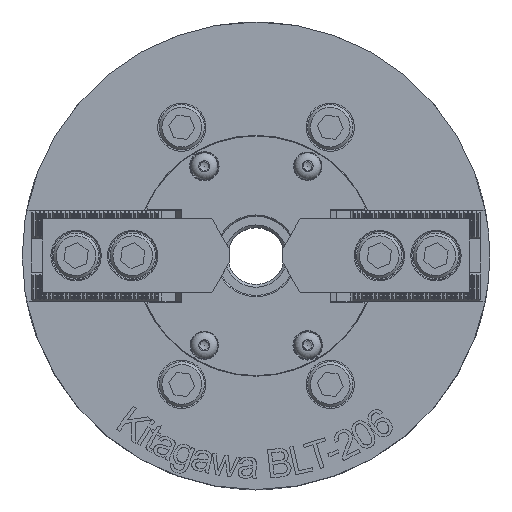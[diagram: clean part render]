
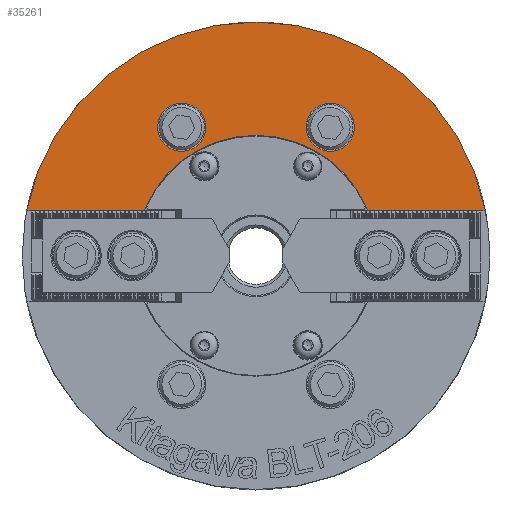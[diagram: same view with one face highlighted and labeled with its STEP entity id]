
A CAD part, top view. The second image highlights one B-rep face of the part: STEP entity #35261.
In plain terms, the highlighted planar face has unit normal (0, 0, 1).
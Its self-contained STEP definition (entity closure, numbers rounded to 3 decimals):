
#960=CIRCLE('',#36789,42.5);
#982=CIRCLE('',#36951,8.5);
#987=CIRCLE('',#36959,8.5);
#1017=CIRCLE('',#37010,82.5);
#2523=ORIENTED_EDGE('',*,*,#12856,.F.);
#2524=ORIENTED_EDGE('',*,*,#12890,.T.);
#2525=ORIENTED_EDGE('',*,*,#12323,.F.);
#2526=ORIENTED_EDGE('',*,*,#12891,.F.);
#2527=ORIENTED_EDGE('',*,*,#12370,.F.);
#2528=ORIENTED_EDGE('',*,*,#12892,.F.);
#2529=ORIENTED_EDGE('',*,*,#12829,.T.);
#2530=ORIENTED_EDGE('',*,*,#12834,.T.);
#12323=EDGE_CURVE('',#17687,#17688,#21183,.T.);
#12370=EDGE_CURVE('',#17726,#17727,#960,.T.);
#12829=EDGE_CURVE('',#18046,#18046,#982,.T.);
#12834=EDGE_CURVE('',#18051,#18051,#987,.T.);
#12856=EDGE_CURVE('',#18072,#18073,#21538,.T.);
#12890=EDGE_CURVE('',#18072,#17688,#1017,.T.);
#12891=EDGE_CURVE('',#17727,#17687,#21557,.T.);
#12892=EDGE_CURVE('',#18073,#17726,#21558,.T.);
#17687=VERTEX_POINT('',#48724);
#17688=VERTEX_POINT('',#48726);
#17726=VERTEX_POINT('',#48815);
#17727=VERTEX_POINT('',#48817);
#18046=VERTEX_POINT('',#52254);
#18051=VERTEX_POINT('',#52267);
#18072=VERTEX_POINT('',#52319);
#18073=VERTEX_POINT('',#52321);
#21183=LINE('',#48725,#25578);
#21538=LINE('',#52320,#25933);
#21557=LINE('',#52388,#25952);
#21558=LINE('',#52389,#25953);
#25578=VECTOR('',#39328,1000.);
#25933=VECTOR('',#40105,1000.);
#25952=VECTOR('',#40178,1000.);
#25953=VECTOR('',#40179,1000.);
#30202=EDGE_LOOP('',(#2523,#2524,#2525,#2526,#2527,#2528));
#30203=EDGE_LOOP('',(#2529));
#30204=EDGE_LOOP('',(#2530));
#32162=FACE_BOUND('',#30202,.T.);
#32163=FACE_BOUND('',#30203,.T.);
#32164=FACE_BOUND('',#30204,.T.);
#33991=PLANE('',#37009);
#35261=ADVANCED_FACE('',(#32162,#32163,#32164),#33991,.F.);
#36789=AXIS2_PLACEMENT_3D('',#48816,#39396,#39397);
#36951=AXIS2_PLACEMENT_3D('',#52253,#40032,#40033);
#36959=AXIS2_PLACEMENT_3D('',#52266,#40048,#40049);
#37009=AXIS2_PLACEMENT_3D('',#52386,#40174,#40175);
#37010=AXIS2_PLACEMENT_3D('',#52387,#40176,#40177);
#39328=DIRECTION('',(-1.,0.,0.));
#39396=DIRECTION('',(0.,0.,1.));
#39397=DIRECTION('',(1.,0.,0.));
#40032=DIRECTION('',(0.,0.,-1.));
#40033=DIRECTION('',(1.,0.,0.));
#40048=DIRECTION('',(0.,0.,-1.));
#40049=DIRECTION('',(1.,0.,0.));
#40105=DIRECTION('',(-1.,0.,0.));
#40174=DIRECTION('',(0.,0.,-1.));
#40175=DIRECTION('',(-1.,0.,0.));
#40176=DIRECTION('',(0.,0.,1.));
#40177=DIRECTION('',(1.,0.,0.));
#40178=DIRECTION('',(-1.,0.,0.));
#40179=DIRECTION('',(-1.,0.,0.));
#48724=CARTESIAN_POINT('',(-78.848,16.,0.));
#48725=CARTESIAN_POINT('',(58.5,16.,0.));
#48726=CARTESIAN_POINT('',(-80.934,16.,0.));
#48815=CARTESIAN_POINT('',(39.373,16.,0.));
#48816=CARTESIAN_POINT('',(0.,0.,0.));
#48817=CARTESIAN_POINT('',(-39.373,16.,0.));
#52253=CARTESIAN_POINT('',(26.2,45.38,0.));
#52254=CARTESIAN_POINT('',(34.7,45.38,0.));
#52266=CARTESIAN_POINT('',(-26.2,45.38,0.));
#52267=CARTESIAN_POINT('',(-17.7,45.38,0.));
#52319=CARTESIAN_POINT('',(80.934,16.,0.));
#52320=CARTESIAN_POINT('',(58.5,16.,0.));
#52321=CARTESIAN_POINT('',(78.848,16.,0.));
#52386=CARTESIAN_POINT('',(-82.5,0.,0.));
#52387=CARTESIAN_POINT('',(0.,0.,0.));
#52388=CARTESIAN_POINT('',(58.5,16.,0.));
#52389=CARTESIAN_POINT('',(58.5,16.,0.));
